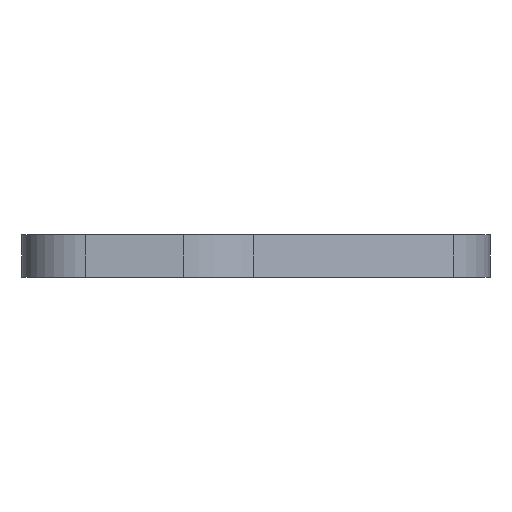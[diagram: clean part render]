
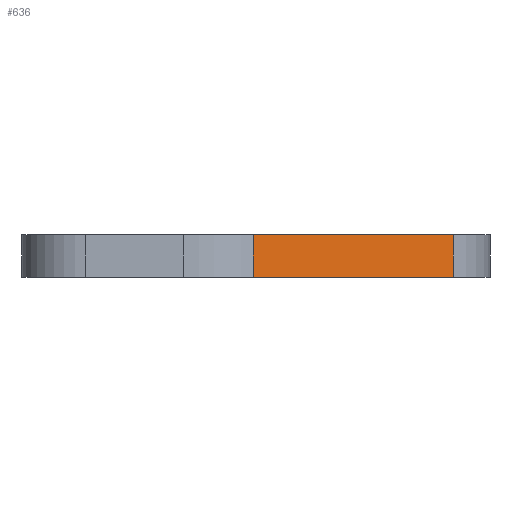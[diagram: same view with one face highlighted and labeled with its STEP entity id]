
A CAD part, left-side view. The second image highlights one B-rep face of the part: STEP entity #636.
In plain terms, the highlighted planar face has unit normal (-0.755, -0.656, 0).
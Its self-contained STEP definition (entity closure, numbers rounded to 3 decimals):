
#3 = CARTESIAN_POINT ( 'NONE',  ( -10.196, -6.562, -2. ) ) ;
#15 = LINE ( 'NONE', #76, #507 ) ;
#56 = FACE_OUTER_BOUND ( 'NONE', #666, .T. ) ;
#76 = CARTESIAN_POINT ( 'NONE',  ( -29., 15.062, 2. ) ) ;
#141 = VERTEX_POINT ( 'NONE', #175 ) ;
#152 = ORIENTED_EDGE ( 'NONE', *, *, #171, .F. ) ;
#171 = EDGE_CURVE ( 'NONE', #256, #141, #15, .T. ) ;
#175 = CARTESIAN_POINT ( 'NONE',  ( -10.196, -6.562, 2. ) ) ;
#176 = LINE ( 'NONE', #246, #200 ) ;
#191 = EDGE_CURVE ( 'NONE', #256, #207, #194, .T. ) ;
#194 = LINE ( 'NONE', #519, #441 ) ;
#198 = DIRECTION ( 'NONE',  ( 0.656, -0.755, 0. ) ) ;
#200 = VECTOR ( 'NONE', #833, 1000. ) ;
#205 = VERTEX_POINT ( 'NONE', #3 ) ;
#207 = VERTEX_POINT ( 'NONE', #525 ) ;
#246 = CARTESIAN_POINT ( 'NONE',  ( -10.196, -6.562, 2. ) ) ;
#256 = VERTEX_POINT ( 'NONE', #336 ) ;
#273 = VECTOR ( 'NONE', #709, 1000. ) ;
#336 = CARTESIAN_POINT ( 'NONE',  ( -26.546, 12.24, 2. ) ) ;
#377 = DIRECTION ( 'NONE',  ( 0.755, 0.656, 0. ) ) ;
#439 = LINE ( 'NONE', #570, #273 ) ;
#441 = VECTOR ( 'NONE', #719, 1000. ) ;
#459 = EDGE_CURVE ( 'NONE', #205, #141, #176, .T. ) ;
#478 = ORIENTED_EDGE ( 'NONE', *, *, #459, .T. ) ;
#506 = ORIENTED_EDGE ( 'NONE', *, *, #191, .T. ) ;
#507 = VECTOR ( 'NONE', #198, 1000. ) ;
#519 = CARTESIAN_POINT ( 'NONE',  ( -26.546, 12.24, 2. ) ) ;
#525 = CARTESIAN_POINT ( 'NONE',  ( -26.546, 12.24, -2. ) ) ;
#570 = CARTESIAN_POINT ( 'NONE',  ( -29., 15.062, -2. ) ) ;
#635 = AXIS2_PLACEMENT_3D ( 'NONE', #837, #377, #638 ) ;
#636 = ADVANCED_FACE ( 'NONE', ( #56 ), #643, .F. ) ;
#638 = DIRECTION ( 'NONE',  ( -0.656, 0.755, 0. ) ) ;
#643 = PLANE ( 'NONE',  #635 ) ;
#666 = EDGE_LOOP ( 'NONE', ( #763, #478, #152, #506 ) ) ;
#709 = DIRECTION ( 'NONE',  ( 0.656, -0.755, 0. ) ) ;
#719 = DIRECTION ( 'NONE',  ( 0., 0., -1. ) ) ;
#763 = ORIENTED_EDGE ( 'NONE', *, *, #783, .T. ) ;
#783 = EDGE_CURVE ( 'NONE', #207, #205, #439, .T. ) ;
#833 = DIRECTION ( 'NONE',  ( 0., 0., 1. ) ) ;
#837 = CARTESIAN_POINT ( 'NONE',  ( -29., 15.062, 2. ) ) ;
